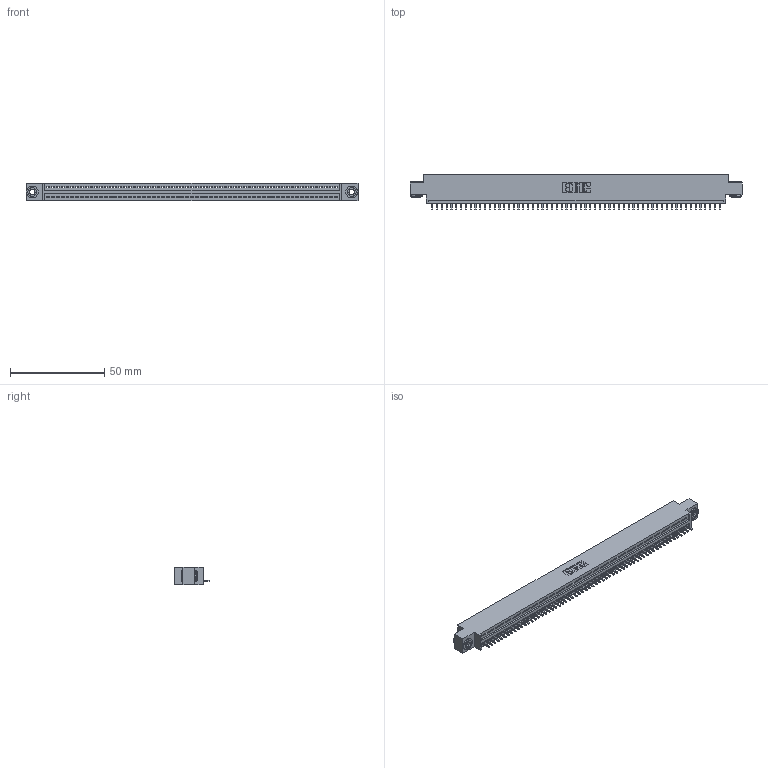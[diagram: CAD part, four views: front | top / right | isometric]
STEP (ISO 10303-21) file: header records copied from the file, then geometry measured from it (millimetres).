
FILE_DESCRIPTION (( 'STEP AP203' ), '1' );
FILE_NAME ('345-061-521-603.STEP', '2019-10-11T01:22:13', ( '' ), ( '' ), 'SwSTEP 2.0', 'SolidWorks 2016', '' );
FILE_SCHEMA (( 'CONFIG_CONTROL_DESIGN' ));
Length unit declared in the file: inch
Products named in the file (4): 345-250-002_345-250-002-102; 345-061-521-603; 345-292-001_345-293-121; 345 Part_0.170 Offset - 0.156 Dia-TH
Assembly tree (64 placements, depth 2):
  345-061-521-603
    345 Part_0.170 Offset - 0.156 Dia-TH
    345-292-001_345-293-121  x61
    345-250-002_345-250-002-102  x2
Bounding box: 176.15 x 18.72 x 9.4 mm (x, y, z)
Volume: 16618.9 mm3; surface area: 22005.5 mm2
Topology: 64 solids, 64 shells, 3706 faces, 11165 edges, 7358 vertices
Faces by surface type: plane 2534, cylinder 1164, cone 8
Entity records: 44152 total; most frequent: CARTESIAN_POINT 7626, ORIENTED_EDGE 7614, DIRECTION 6663, EDGE_CURVE 3807, LINE 3407, VECTOR 3407, VERTEX_POINT 2534, AXIS2_PLACEMENT_3D 1628
